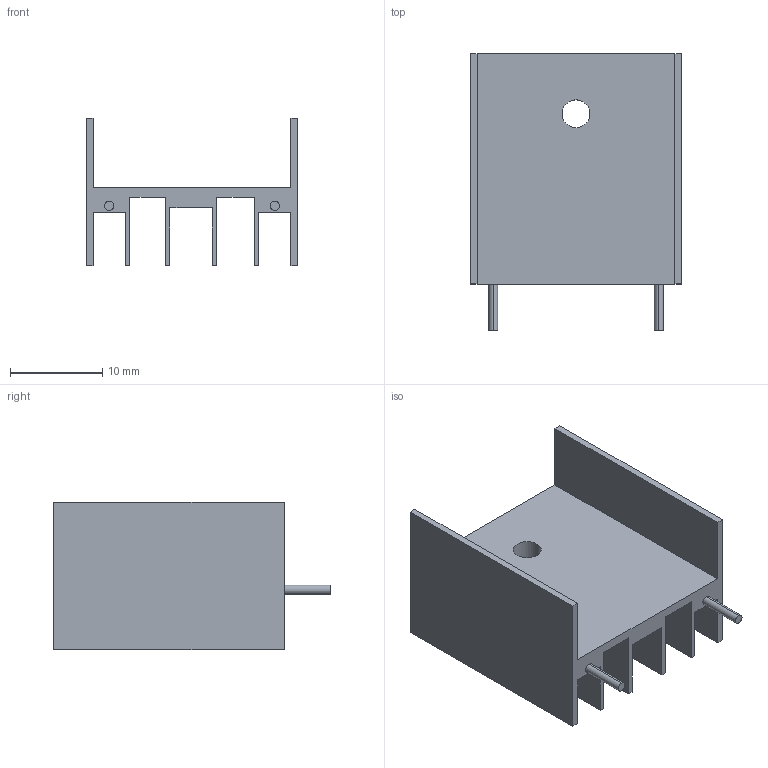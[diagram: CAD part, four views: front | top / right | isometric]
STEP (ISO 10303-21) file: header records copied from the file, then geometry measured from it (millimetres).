
FILE_DESCRIPTION (( 'STEP AP214' ), '1' );
FILE_NAME ('Heatsink 25x23x16.STEP', '2023-12-10T22:03:24', ( '' ), ( '' ), 'SwSTEP 2.0', 'SolidWorks 2022', '' );
FILE_SCHEMA (( 'AUTOMOTIVE_DESIGN' ));
Length unit declared in the file: millimetre
Products named in the file (1): Heatsink 25x23x16
Bounding box: 23 x 30 x 16 mm (x, y, z)
Volume: 1910.7 mm3; surface area: 4316.7 mm2
Topology: 3 solids, 3 shells, 44 faces, 114 edges, 76 vertices
Faces by surface type: plane 34, cylinder 10
Entity records: 1402 total; most frequent: CARTESIAN_POINT 235, ORIENTED_EDGE 228, DIRECTION 224, EDGE_CURVE 114, LINE 94, VECTOR 94, VERTEX_POINT 76, AXIS2_PLACEMENT_3D 65
